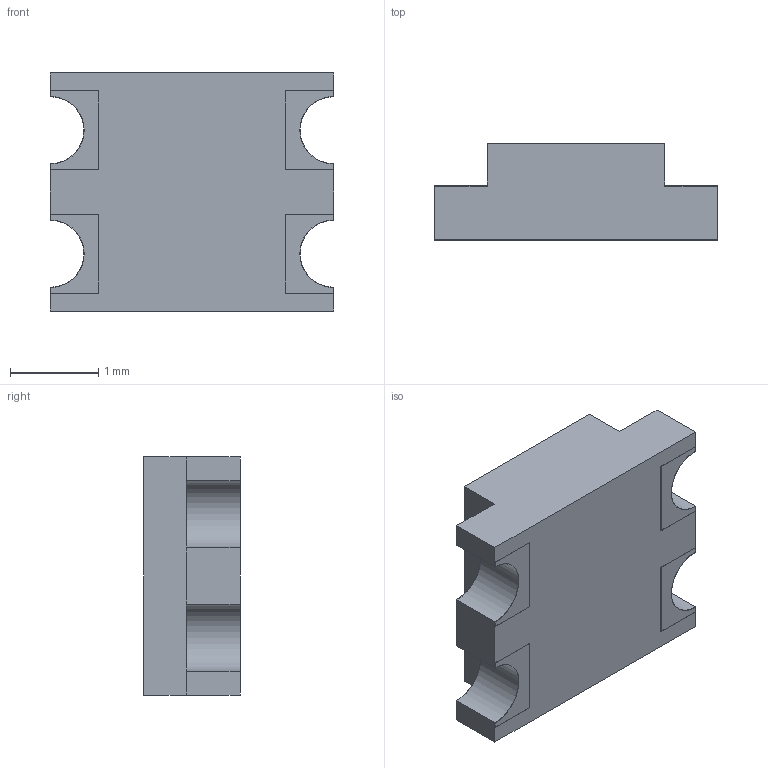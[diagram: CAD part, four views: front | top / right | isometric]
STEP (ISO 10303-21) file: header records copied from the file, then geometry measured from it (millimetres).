
FILE_DESCRIPTION (( 'STEP AP203' ), '1' );
FILE_NAME ('CMD15-22 SERIES.STEP', '2019-06-06T22:17:19', ( '' ), ( '' ), 'SwSTEP 2.0', 'SolidWorks 2018', '' );
FILE_SCHEMA (( 'CONFIG_CONTROL_DESIGN' ));
Length unit declared in the file: inch
Products named in the file (1): CMD15-22 SERIES
Bounding box: 3.2 x 1.09 x 2.69 mm (x, y, z)
Volume: 7.3 mm3; surface area: 30.3 mm2
Topology: 5 solids, 5 shells, 91 faces, 237 edges, 157 vertices
Faces by surface type: plane 70, cylinder 21
Entity records: 2840 total; most frequent: CARTESIAN_POINT 486, ORIENTED_EDGE 474, DIRECTION 463, EDGE_CURVE 237, VECTOR 195, LINE 195, VERTEX_POINT 157, AXIS2_PLACEMENT_3D 134
